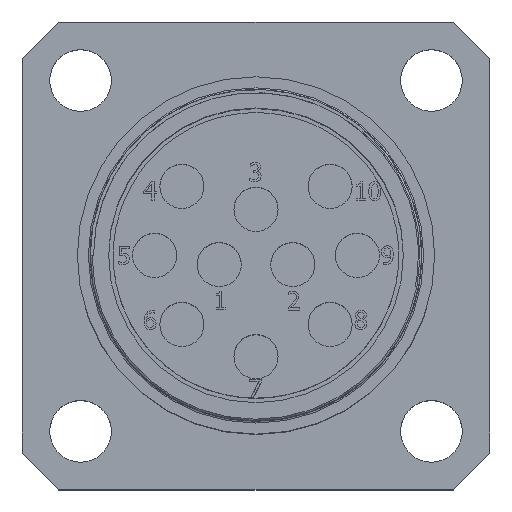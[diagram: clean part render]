
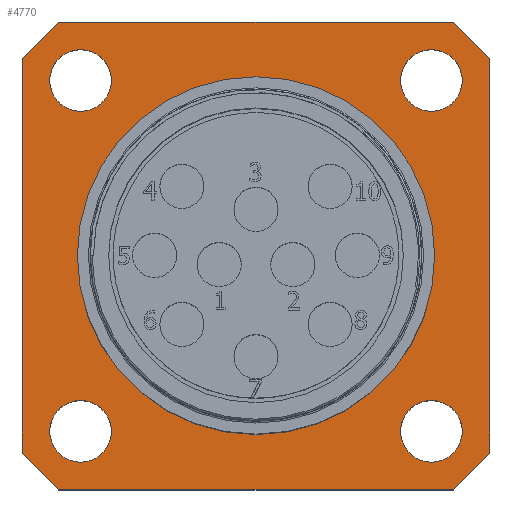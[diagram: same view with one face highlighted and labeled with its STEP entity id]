
A CAD part, top view. The second image highlights one B-rep face of the part: STEP entity #4770.
In plain terms, the highlighted planar face has unit normal (0, 0, 1).
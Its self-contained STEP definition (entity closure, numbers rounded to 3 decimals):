
#89=CIRCLE($,#4981,19.4);
#90=CIRCLE($,#4982,3.35);
#91=CIRCLE($,#4983,3.35);
#92=CIRCLE($,#4984,3.35);
#93=CIRCLE($,#4985,3.35);
#343=FACE_OUTER_BOUND($,#1590,.T.);
#713=LINE($,#8911,#1061);
#719=LINE($,#8922,#1067);
#726=LINE($,#8948,#1074);
#729=LINE($,#8953,#1077);
#731=LINE($,#8957,#1079);
#732=LINE($,#8959,#1080);
#733=LINE($,#8960,#1081);
#734=LINE($,#8961,#1082);
#1061=VECTOR($,#5669,5.657);
#1067=VECTOR($,#5677,42.8);
#1074=VECTOR($,#5698,5.657);
#1077=VECTOR($,#5703,42.8);
#1079=VECTOR($,#5707,5.657);
#1080=VECTOR($,#5708,42.8);
#1081=VECTOR($,#5709,5.657);
#1082=VECTOR($,#5710,42.8);
#1270=FACE_BOUND($,#1591,.T.);
#1271=FACE_BOUND($,#1592,.T.);
#1272=FACE_BOUND($,#1593,.T.);
#1273=FACE_BOUND($,#1594,.T.);
#1274=FACE_BOUND($,#1595,.T.);
#1590=EDGE_LOOP($,(#4209,#4210,#4211,#4212,#4213,#4214,#4215,#4216));
#1591=EDGE_LOOP($,(#4217));
#1592=EDGE_LOOP($,(#4218));
#1593=EDGE_LOOP($,(#4219));
#1594=EDGE_LOOP($,(#4220));
#1595=EDGE_LOOP($,(#4221));
#2318=VERTEX_POINT($,#8909);
#2319=VERTEX_POINT($,#8910);
#2323=VERTEX_POINT($,#8920);
#2334=VERTEX_POINT($,#8946);
#2335=VERTEX_POINT($,#8947);
#2336=VERTEX_POINT($,#8952);
#2337=VERTEX_POINT($,#8956);
#2338=VERTEX_POINT($,#8958);
#2339=VERTEX_POINT($,#8962);
#2340=VERTEX_POINT($,#8964);
#2341=VERTEX_POINT($,#8966);
#2342=VERTEX_POINT($,#8968);
#2343=VERTEX_POINT($,#8970);
#2961=EDGE_CURVE($,#2318,#2319,#713,.T.);
#2967=EDGE_CURVE($,#2323,#2318,#719,.T.);
#2979=EDGE_CURVE($,#2334,#2335,#726,.T.);
#2982=EDGE_CURVE($,#2335,#2336,#729,.T.);
#2984=EDGE_CURVE($,#2337,#2323,#731,.T.);
#2985=EDGE_CURVE($,#2338,#2337,#732,.T.);
#2986=EDGE_CURVE($,#2336,#2338,#733,.T.);
#2987=EDGE_CURVE($,#2319,#2334,#734,.T.);
#2988=EDGE_CURVE($,#2339,#2339,#89,.T.);
#2989=EDGE_CURVE($,#2340,#2340,#90,.T.);
#2990=EDGE_CURVE($,#2341,#2341,#91,.T.);
#2991=EDGE_CURVE($,#2342,#2342,#92,.T.);
#2992=EDGE_CURVE($,#2343,#2343,#93,.T.);
#4209=ORIENTED_EDGE($,*,*,#2961,.F.);
#4210=ORIENTED_EDGE($,*,*,#2967,.F.);
#4211=ORIENTED_EDGE($,*,*,#2984,.F.);
#4212=ORIENTED_EDGE($,*,*,#2985,.F.);
#4213=ORIENTED_EDGE($,*,*,#2986,.F.);
#4214=ORIENTED_EDGE($,*,*,#2982,.F.);
#4215=ORIENTED_EDGE($,*,*,#2979,.F.);
#4216=ORIENTED_EDGE($,*,*,#2987,.F.);
#4217=ORIENTED_EDGE($,*,*,#2988,.T.);
#4218=ORIENTED_EDGE($,*,*,#2989,.T.);
#4219=ORIENTED_EDGE($,*,*,#2990,.T.);
#4220=ORIENTED_EDGE($,*,*,#2991,.T.);
#4221=ORIENTED_EDGE($,*,*,#2992,.T.);
#4459=PLANE($,#4980);
#4770=ADVANCED_FACE($,(#343,#1270,#1271,#1272,#1273,#1274),#4459,.T.);
#4980=AXIS2_PLACEMENT_3D($,#8955,#5705,#5706);
#4981=AXIS2_PLACEMENT_3D($,#8963,#5711,#5712);
#4982=AXIS2_PLACEMENT_3D($,#8965,#5713,#5714);
#4983=AXIS2_PLACEMENT_3D($,#8967,#5715,#5716);
#4984=AXIS2_PLACEMENT_3D($,#8969,#5717,#5718);
#4985=AXIS2_PLACEMENT_3D($,#8971,#5719,#5720);
#5669=DIRECTION($,(0.707,-0.707,0.));
#5677=DIRECTION($,(1.,0.,0.));
#5698=DIRECTION($,(-0.707,-0.707,0.));
#5703=DIRECTION($,(-1.,0.,0.));
#5705=DIRECTION('center_axis',(0.,0.,1.));
#5706=DIRECTION('ref_axis',(1.,0.,0.));
#5707=DIRECTION($,(0.707,0.707,0.));
#5708=DIRECTION($,(0.,1.,0.));
#5709=DIRECTION($,(-0.707,0.707,0.));
#5710=DIRECTION($,(0.,-1.,0.));
#5711=DIRECTION('center_axis',(0.,0.,-1.));
#5712=DIRECTION('ref_axis',(-1.,0.,0.));
#5713=DIRECTION('center_axis',(0.,0.,-1.));
#5714=DIRECTION('ref_axis',(-1.,0.,0.));
#5715=DIRECTION('center_axis',(0.,0.,-1.));
#5716=DIRECTION('ref_axis',(0.,-1.,0.));
#5717=DIRECTION('center_axis',(0.,0.,-1.));
#5718=DIRECTION('ref_axis',(1.,0.,0.));
#5719=DIRECTION('center_axis',(0.,0.,-1.));
#5720=DIRECTION('ref_axis',(0.,1.,0.));
#8909=CARTESIAN_POINT('',(21.4,25.4,22.2));
#8910=CARTESIAN_POINT('',(25.4,21.4,22.2));
#8911=CARTESIAN_POINT($,(23.4,23.4,22.2));
#8920=CARTESIAN_POINT('',(-21.4,25.4,22.2));
#8922=CARTESIAN_POINT($,(-25.4,25.4,22.2));
#8946=CARTESIAN_POINT('',(25.4,-21.4,22.2));
#8947=CARTESIAN_POINT('',(21.4,-25.4,22.2));
#8948=CARTESIAN_POINT($,(23.4,-23.4,22.2));
#8952=CARTESIAN_POINT('',(-21.4,-25.4,22.2));
#8953=CARTESIAN_POINT($,(25.4,-25.4,22.2));
#8955=CARTESIAN_POINT('Origin',(0.,0.,22.2));
#8956=CARTESIAN_POINT('',(-25.4,21.4,22.2));
#8957=CARTESIAN_POINT($,(-23.4,23.4,22.2));
#8958=CARTESIAN_POINT('',(-25.4,-21.4,22.2));
#8959=CARTESIAN_POINT($,(-25.4,-25.4,22.2));
#8960=CARTESIAN_POINT($,(-23.4,-23.4,22.2));
#8961=CARTESIAN_POINT($,(25.4,25.4,22.2));
#8962=CARTESIAN_POINT('',(19.4,0.,22.2));
#8963=CARTESIAN_POINT('Origin',(0.,0.,22.2));
#8964=CARTESIAN_POINT('',(-15.699,19.049,22.2));
#8965=CARTESIAN_POINT('Origin',(-19.049,19.049,22.2));
#8966=CARTESIAN_POINT('',(-19.049,-15.699,22.2));
#8967=CARTESIAN_POINT('Origin',(-19.049,-19.049,22.2));
#8968=CARTESIAN_POINT('',(15.699,-19.049,22.2));
#8969=CARTESIAN_POINT('Origin',(19.049,-19.049,22.2));
#8970=CARTESIAN_POINT('',(19.049,15.699,22.2));
#8971=CARTESIAN_POINT('Origin',(19.049,19.049,22.2));
